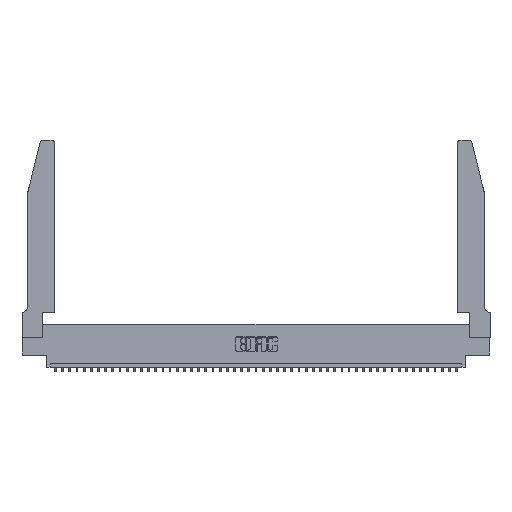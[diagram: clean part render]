
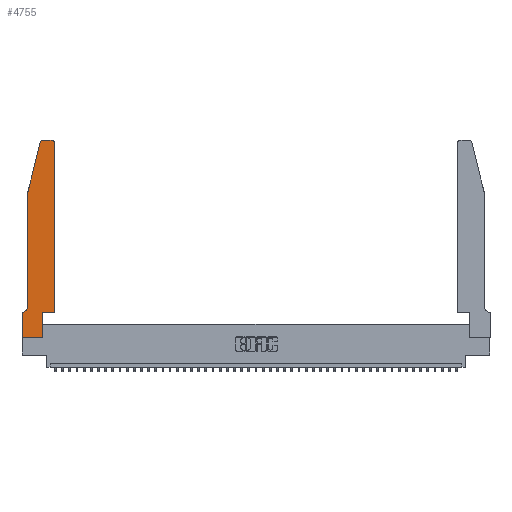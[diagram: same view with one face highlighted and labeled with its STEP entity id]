
A CAD part, top view. The second image highlights one B-rep face of the part: STEP entity #4755.
In plain terms, the highlighted planar face has unit normal (0, 0, 1).
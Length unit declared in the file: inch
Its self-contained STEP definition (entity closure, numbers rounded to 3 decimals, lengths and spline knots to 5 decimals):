
#316 = CARTESIAN_POINT ( 'NONE',  ( 0., 0.35, 0.37 ) ) ;
#336 = EDGE_CURVE ( 'NONE', #3237, #25510, #32067, .T. ) ;
#423 = LINE ( 'NONE', #24128, #34197 ) ;
#1221 = EDGE_CURVE ( 'NONE', #8599, #44282, #32510, .T. ) ;
#1288 = CARTESIAN_POINT ( 'NONE',  ( 0.2865, 0., 0.37 ) ) ;
#1644 = LINE ( 'NONE', #30269, #17746 ) ;
#3069 = EDGE_LOOP ( 'NONE', ( #26648, #3569, #6092, #24559, #37534, #14124, #45088, #14329, #8005, #10801, #4384, #30006 ) ) ;
#3093 = EDGE_CURVE ( 'NONE', #25510, #43591, #39171, .T. ) ;
#3137 = VERTEX_POINT ( 'NONE', #17249 ) ;
#3151 = DIRECTION ( 'NONE',  ( 1., 0., 0. ) ) ;
#3237 = VERTEX_POINT ( 'NONE', #37939 ) ;
#3503 = DIRECTION ( 'NONE',  ( 0., 1., 0. ) ) ;
#3569 = ORIENTED_EDGE ( 'NONE', *, *, #20812, .T. ) ;
#3586 = LINE ( 'NONE', #34275, #38408 ) ;
#3834 = CARTESIAN_POINT ( 'NONE',  ( 0.0055, 0.35, 0.37 ) ) ;
#3897 = DIRECTION ( 'NONE',  ( 1., 0., 0. ) ) ;
#4276 = VERTEX_POINT ( 'NONE', #32014 ) ;
#4384 = ORIENTED_EDGE ( 'NONE', *, *, #336, .T. ) ;
#4755 = ADVANCED_FACE ( 'NONE', ( #45829 ), #42671, .T. ) ;
#5991 = DIRECTION ( 'NONE',  ( 0., -1., 0. ) ) ;
#6025 = DIRECTION ( 'NONE',  ( -1., 0., 0. ) ) ;
#6092 = ORIENTED_EDGE ( 'NONE', *, *, #1221, .T. ) ;
#7711 = DIRECTION ( 'NONE',  ( 0., 0., 1. ) ) ;
#7803 = CARTESIAN_POINT ( 'NONE',  ( 0.4505, 2.72, 0.37 ) ) ;
#8005 = ORIENTED_EDGE ( 'NONE', *, *, #42049, .T. ) ;
#8599 = VERTEX_POINT ( 'NONE', #19424 ) ;
#8915 = DIRECTION ( 'NONE',  ( 1., 0., 0. ) ) ;
#9070 = CARTESIAN_POINT ( 'NONE',  ( 0., 0., 0.37 ) ) ;
#9639 = LINE ( 'NONE', #9070, #41708 ) ;
#9829 = DIRECTION ( 'NONE',  ( 1., 0., 0. ) ) ;
#10279 = CARTESIAN_POINT ( 'NONE',  ( 0.4205, 2.72, 0.37 ) ) ;
#10801 = ORIENTED_EDGE ( 'NONE', *, *, #27290, .T. ) ;
#12541 = CARTESIAN_POINT ( 'NONE',  ( 0.0755, 2., 0.37 ) ) ;
#13055 = DIRECTION ( 'NONE',  ( 1., 0., 0. ) ) ;
#13309 = CARTESIAN_POINT ( 'NONE',  ( 0.0055, 0.42, 0.37 ) ) ;
#13749 = AXIS2_PLACEMENT_3D ( 'NONE', #316, #7711, #3897 ) ;
#13775 = DIRECTION ( 'NONE',  ( -1., 0., 0. ) ) ;
#14124 = ORIENTED_EDGE ( 'NONE', *, *, #15736, .T. ) ;
#14329 = ORIENTED_EDGE ( 'NONE', *, *, #19071, .T. ) ;
#15493 = DIRECTION ( 'NONE',  ( -0.239, -0.971, 0. ) ) ;
#15698 = VECTOR ( 'NONE', #13055, 39.37008 ) ;
#15736 = EDGE_CURVE ( 'NONE', #20376, #4276, #423, .T. ) ;
#17249 = CARTESIAN_POINT ( 'NONE',  ( 0.284, 2.75, 0.37 ) ) ;
#17562 = CARTESIAN_POINT ( 'NONE',  ( 0.0755, 0.42, 0.37 ) ) ;
#17746 = VECTOR ( 'NONE', #44559, 39.37008 ) ;
#19071 = EDGE_CURVE ( 'NONE', #29429, #21687, #9639, .T. ) ;
#19424 = CARTESIAN_POINT ( 'NONE',  ( 0.25487, 2.72718, 0.37 ) ) ;
#19486 = CIRCLE ( 'NONE', #38673, 0.07 ) ;
#19821 = LINE ( 'NONE', #32287, #43521 ) ;
#20376 = VERTEX_POINT ( 'NONE', #3834 ) ;
#20435 = CARTESIAN_POINT ( 'NONE',  ( 0.4205, 2.75, 0.37 ) ) ;
#20804 = AXIS2_PLACEMENT_3D ( 'NONE', #27780, #28095, #9829 ) ;
#20812 = EDGE_CURVE ( 'NONE', #3137, #8599, #32597, .T. ) ;
#21150 = AXIS2_PLACEMENT_3D ( 'NONE', #10279, #21398, #3151 ) ;
#21398 = DIRECTION ( 'NONE',  ( 0., 0., 1. ) ) ;
#21687 = VERTEX_POINT ( 'NONE', #1288 ) ;
#22872 = LINE ( 'NONE', #30647, #15698 ) ;
#23334 = CARTESIAN_POINT ( 'NONE',  ( 0.2865, 0.35, 0.37 ) ) ;
#24128 = CARTESIAN_POINT ( 'NONE',  ( 0.0755, 0.35, 0.37 ) ) ;
#24559 = ORIENTED_EDGE ( 'NONE', *, *, #35400, .T. ) ;
#25510 = VERTEX_POINT ( 'NONE', #7803 ) ;
#25787 = DIRECTION ( 'NONE',  ( -1., 0., 0. ) ) ;
#26092 = EDGE_CURVE ( 'NONE', #29698, #20376, #19486, .T. ) ;
#26648 = ORIENTED_EDGE ( 'NONE', *, *, #33350, .T. ) ;
#27290 = EDGE_CURVE ( 'NONE', #36209, #3237, #22872, .T. ) ;
#27780 = CARTESIAN_POINT ( 'NONE',  ( 0.284, 2.72, 0.37 ) ) ;
#27813 = LINE ( 'NONE', #29464, #33313 ) ;
#28095 = DIRECTION ( 'NONE',  ( 0., 0., 1. ) ) ;
#28602 = CARTESIAN_POINT ( 'NONE',  ( 0., 0., 0.37 ) ) ;
#29328 = VECTOR ( 'NONE', #3503, 39.37008 ) ;
#29429 = VERTEX_POINT ( 'NONE', #28602 ) ;
#29464 = CARTESIAN_POINT ( 'NONE',  ( 0.2865, 0.35, 0.37 ) ) ;
#29698 = VERTEX_POINT ( 'NONE', #17562 ) ;
#30006 = ORIENTED_EDGE ( 'NONE', *, *, #3093, .T. ) ;
#30269 = CARTESIAN_POINT ( 'NONE',  ( 0., 0., 0.37 ) ) ;
#30647 = CARTESIAN_POINT ( 'NONE',  ( 0.4505, 0.35, 0.37 ) ) ;
#31901 = CARTESIAN_POINT ( 'NONE',  ( 0.0755, 2., 0.37 ) ) ;
#32014 = CARTESIAN_POINT ( 'NONE',  ( 0., 0.35, 0.37 ) ) ;
#32067 = LINE ( 'NONE', #34400, #29328 ) ;
#32287 = CARTESIAN_POINT ( 'NONE',  ( 0.2605, 2.75, 0.37 ) ) ;
#32510 = LINE ( 'NONE', #12541, #45337 ) ;
#32597 = CIRCLE ( 'NONE', #20804, 0.03 ) ;
#33313 = VECTOR ( 'NONE', #43054, 39.37008 ) ;
#33350 = EDGE_CURVE ( 'NONE', #43591, #3137, #19821, .T. ) ;
#34197 = VECTOR ( 'NONE', #6025, 39.37008 ) ;
#34275 = CARTESIAN_POINT ( 'NONE',  ( 0.0755, 2., 0.37 ) ) ;
#34400 = CARTESIAN_POINT ( 'NONE',  ( 0.4505, 0.35, 0.37 ) ) ;
#35400 = EDGE_CURVE ( 'NONE', #44282, #29698, #3586, .T. ) ;
#36209 = VERTEX_POINT ( 'NONE', #23334 ) ;
#37534 = ORIENTED_EDGE ( 'NONE', *, *, #26092, .T. ) ;
#37939 = CARTESIAN_POINT ( 'NONE',  ( 0.4505, 0.35, 0.37 ) ) ;
#38408 = VECTOR ( 'NONE', #5991, 39.37008 ) ;
#38673 = AXIS2_PLACEMENT_3D ( 'NONE', #13309, #42329, #13775 ) ;
#39171 = CIRCLE ( 'NONE', #21150, 0.03 ) ;
#41708 = VECTOR ( 'NONE', #8915, 39.37008 ) ;
#42049 = EDGE_CURVE ( 'NONE', #21687, #36209, #27813, .T. ) ;
#42329 = DIRECTION ( 'NONE',  ( 0., 0., -1. ) ) ;
#42671 = PLANE ( 'NONE',  #13749 ) ;
#43054 = DIRECTION ( 'NONE',  ( 0., 1., 0. ) ) ;
#43419 = EDGE_CURVE ( 'NONE', #4276, #29429, #1644, .T. ) ;
#43521 = VECTOR ( 'NONE', #25787, 39.37008 ) ;
#43591 = VERTEX_POINT ( 'NONE', #20435 ) ;
#44282 = VERTEX_POINT ( 'NONE', #31901 ) ;
#44559 = DIRECTION ( 'NONE',  ( 0., -1., 0. ) ) ;
#45088 = ORIENTED_EDGE ( 'NONE', *, *, #43419, .T. ) ;
#45337 = VECTOR ( 'NONE', #15493, 39.37008 ) ;
#45829 = FACE_OUTER_BOUND ( 'NONE', #3069, .T. ) ;
